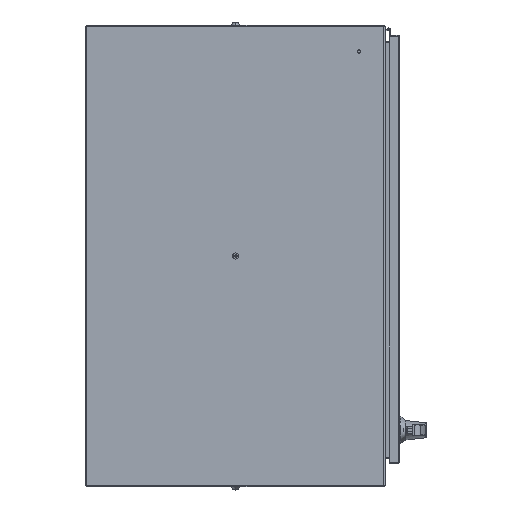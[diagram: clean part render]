
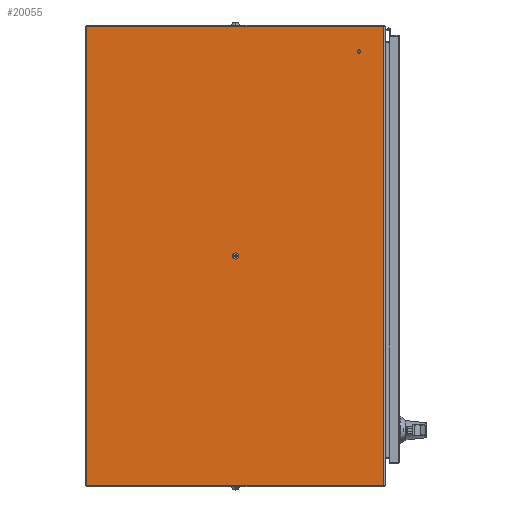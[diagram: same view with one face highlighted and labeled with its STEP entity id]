
A CAD part, front view. The second image highlights one B-rep face of the part: STEP entity #20055.
In plain terms, the highlighted face is planar.
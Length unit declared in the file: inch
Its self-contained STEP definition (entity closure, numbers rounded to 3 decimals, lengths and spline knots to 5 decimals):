
#553 = DIRECTION ( 'NONE',  ( -1., 0., 0. ) ) ;
#7982 = CARTESIAN_POINT ( 'NONE',  ( -18.435, -12., 0. ) ) ;
#10850 = VERTEX_POINT ( 'NONE', #34748 ) ;
#14666 = EDGE_CURVE ( 'NONE', #83666, #57300, #34296, .T. ) ;
#14981 = CARTESIAN_POINT ( 'NONE',  ( 18.435, 12., 0. ) ) ;
#20055 = ADVANCED_FACE ( 'NONE', ( #22198 ), #83251, .F. ) ;
#20494 = ORIENTED_EDGE ( 'NONE', *, *, #58257, .F. ) ;
#22198 = FACE_OUTER_BOUND ( 'NONE', #81815, .T. ) ;
#23220 = CARTESIAN_POINT ( 'NONE',  ( -18.435, -12., 0. ) ) ;
#24774 = LINE ( 'NONE', #7982, #94570 ) ;
#25733 = CARTESIAN_POINT ( 'NONE',  ( -18.435, -11.857, 0. ) ) ;
#28987 = VECTOR ( 'NONE', #553, 39.37008 ) ;
#29383 = CARTESIAN_POINT ( 'NONE',  ( 18.435, -11.857, 0. ) ) ;
#33377 = VECTOR ( 'NONE', #89283, 39.37008 ) ;
#34296 = LINE ( 'NONE', #25733, #63180 ) ;
#34748 = CARTESIAN_POINT ( 'NONE',  ( -18.435, 12., 0. ) ) ;
#39965 = VERTEX_POINT ( 'NONE', #14981 ) ;
#41294 = LINE ( 'NONE', #72355, #33377 ) ;
#42239 = LINE ( 'NONE', #60558, #28987 ) ;
#47921 = DIRECTION ( 'NONE',  ( 1., 0., 0. ) ) ;
#54112 = AXIS2_PLACEMENT_3D ( 'NONE', #23220, #99478, #74050 ) ;
#57300 = VERTEX_POINT ( 'NONE', #29383 ) ;
#58257 = EDGE_CURVE ( 'NONE', #39965, #10850, #42239, .T. ) ;
#60558 = CARTESIAN_POINT ( 'NONE',  ( -18.435, 12., 0. ) ) ;
#63180 = VECTOR ( 'NONE', #47921, 39.37008 ) ;
#66629 = ORIENTED_EDGE ( 'NONE', *, *, #96453, .F. ) ;
#66821 = EDGE_CURVE ( 'NONE', #57300, #39965, #41294, .T. ) ;
#72355 = CARTESIAN_POINT ( 'NONE',  ( 18.435, -12., 0. ) ) ;
#74050 = DIRECTION ( 'NONE',  ( 1., 0., 0. ) ) ;
#81815 = EDGE_LOOP ( 'NONE', ( #106121, #66629, #20494, #91600 ) ) ;
#83251 = PLANE ( 'NONE',  #54112 ) ;
#83666 = VERTEX_POINT ( 'NONE', #97707 ) ;
#89283 = DIRECTION ( 'NONE',  ( 0., 1., 0. ) ) ;
#91600 = ORIENTED_EDGE ( 'NONE', *, *, #66821, .F. ) ;
#91933 = DIRECTION ( 'NONE',  ( 0., -1., 0. ) ) ;
#94570 = VECTOR ( 'NONE', #91933, 39.37008 ) ;
#96453 = EDGE_CURVE ( 'NONE', #10850, #83666, #24774, .T. ) ;
#97707 = CARTESIAN_POINT ( 'NONE',  ( -18.435, -11.857, 0. ) ) ;
#99478 = DIRECTION ( 'NONE',  ( 0., 0., 1. ) ) ;
#106121 = ORIENTED_EDGE ( 'NONE', *, *, #14666, .F. ) ;
